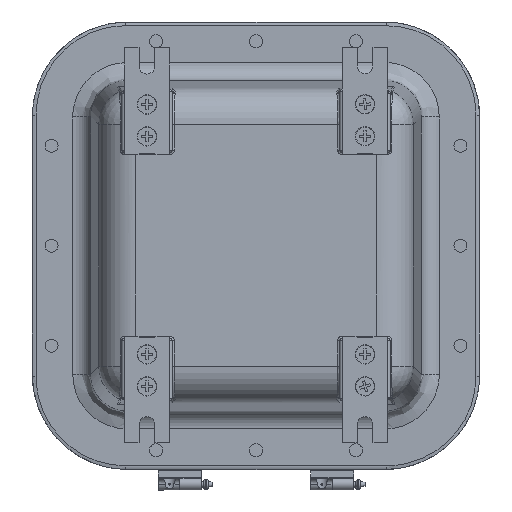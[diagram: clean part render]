
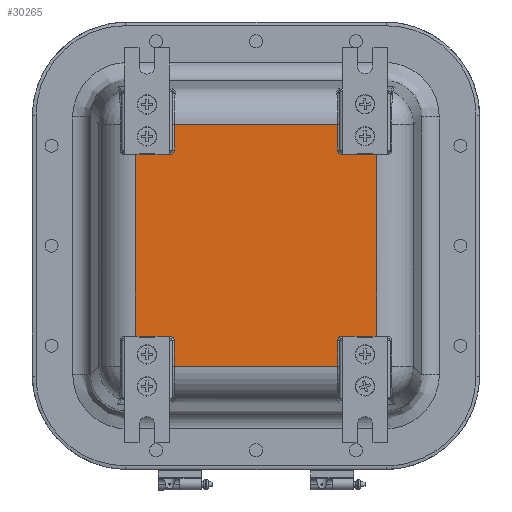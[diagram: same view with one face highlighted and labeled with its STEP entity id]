
A CAD part, top view. The second image highlights one B-rep face of the part: STEP entity #30265.
In plain terms, the highlighted planar face has unit normal (0, 0, 1).
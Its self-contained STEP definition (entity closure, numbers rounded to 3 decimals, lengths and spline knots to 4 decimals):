
#338=ELLIPSE('',#32329,0.1252,0.125);
#347=ELLIPSE('',#32385,0.1252,0.125);
#350=ELLIPSE('',#32404,0.1252,0.125);
#351=ELLIPSE('',#32405,0.1252,0.125);
#2216=PLANE('',#32403);
#4558=LINE('',#45498,#6966);
#4560=LINE('',#45537,#6968);
#4581=LINE('',#46302,#6989);
#4582=LINE('',#46339,#6990);
#4584=LINE('',#46920,#6992);
#4586=LINE('',#46934,#6994);
#4587=LINE('',#46936,#6995);
#4588=LINE('',#46940,#6996);
#4589=LINE('',#46942,#6997);
#4590=LINE('',#46944,#6998);
#4591=LINE('',#46947,#6999);
#4592=LINE('',#46948,#7000);
#6966=VECTOR('',#35289,0.3937);
#6968=VECTOR('',#35301,0.3937);
#6989=VECTOR('',#35424,0.3937);
#6990=VECTOR('',#35433,0.3937);
#6992=VECTOR('',#35461,0.3937);
#6994=VECTOR('',#35469,0.3937);
#6995=VECTOR('',#35470,0.3937);
#6996=VECTOR('',#35473,0.3937);
#6997=VECTOR('',#35474,0.3937);
#6998=VECTOR('',#35475,0.3937);
#6999=VECTOR('',#35478,0.3937);
#7000=VECTOR('',#35479,0.3937);
#9815=FACE_OUTER_BOUND('',#11704,.T.);
#11704=EDGE_LOOP('',(#23293,#23294,#23295,#23296,#23297,#23298,#23299,#23300,
#23301,#23302,#23303,#23304,#23305,#23306,#23307,#23308));
#14638=VERTEX_POINT('',#45490);
#14640=VERTEX_POINT('',#45496);
#14641=VERTEX_POINT('',#45530);
#14642=VERTEX_POINT('',#45535);
#14674=VERTEX_POINT('',#46296);
#14675=VERTEX_POINT('',#46300);
#14676=VERTEX_POINT('',#46333);
#14677=VERTEX_POINT('',#46337);
#14684=VERTEX_POINT('',#46919);
#14688=VERTEX_POINT('',#46933);
#14689=VERTEX_POINT('',#46935);
#14690=VERTEX_POINT('',#46937);
#14691=VERTEX_POINT('',#46939);
#14692=VERTEX_POINT('',#46941);
#14693=VERTEX_POINT('',#46943);
#14694=VERTEX_POINT('',#46945);
#17778=EDGE_CURVE('',#14640,#14638,#4558,.T.);
#17781=EDGE_CURVE('',#14641,#14640,#338,.T.);
#17784=EDGE_CURVE('',#14642,#14641,#4560,.T.);
#17844=EDGE_CURVE('',#14674,#14675,#4581,.T.);
#17846=EDGE_CURVE('',#14675,#14676,#347,.T.);
#17848=EDGE_CURVE('',#14676,#14677,#4582,.T.);
#17864=EDGE_CURVE('',#14677,#14684,#4584,.T.);
#17869=EDGE_CURVE('',#14688,#14642,#4586,.T.);
#17870=EDGE_CURVE('',#14689,#14688,#4587,.T.);
#17871=EDGE_CURVE('',#14690,#14689,#350,.T.);
#17872=EDGE_CURVE('',#14691,#14690,#4588,.T.);
#17873=EDGE_CURVE('',#14692,#14691,#4589,.T.);
#17874=EDGE_CURVE('',#14693,#14692,#4590,.T.);
#17875=EDGE_CURVE('',#14694,#14693,#351,.T.);
#17876=EDGE_CURVE('',#14684,#14694,#4591,.T.);
#17877=EDGE_CURVE('',#14638,#14674,#4592,.T.);
#23293=ORIENTED_EDGE('',*,*,#17784,.F.);
#23294=ORIENTED_EDGE('',*,*,#17869,.F.);
#23295=ORIENTED_EDGE('',*,*,#17870,.F.);
#23296=ORIENTED_EDGE('',*,*,#17871,.F.);
#23297=ORIENTED_EDGE('',*,*,#17872,.F.);
#23298=ORIENTED_EDGE('',*,*,#17873,.F.);
#23299=ORIENTED_EDGE('',*,*,#17874,.F.);
#23300=ORIENTED_EDGE('',*,*,#17875,.F.);
#23301=ORIENTED_EDGE('',*,*,#17876,.F.);
#23302=ORIENTED_EDGE('',*,*,#17864,.F.);
#23303=ORIENTED_EDGE('',*,*,#17848,.F.);
#23304=ORIENTED_EDGE('',*,*,#17846,.F.);
#23305=ORIENTED_EDGE('',*,*,#17844,.F.);
#23306=ORIENTED_EDGE('',*,*,#17877,.F.);
#23307=ORIENTED_EDGE('',*,*,#17778,.F.);
#23308=ORIENTED_EDGE('',*,*,#17781,.F.);
#30265=ADVANCED_FACE('',(#9815),#2216,.T.);
#32329=AXIS2_PLACEMENT_3D('',#45532,#35293,#35294);
#32385=AXIS2_PLACEMENT_3D('',#46335,#35427,#35428);
#32403=AXIS2_PLACEMENT_3D('',#46932,#35467,#35468);
#32404=AXIS2_PLACEMENT_3D('',#46938,#35471,#35472);
#32405=AXIS2_PLACEMENT_3D('',#46946,#35476,#35477);
#35289=DIRECTION('',(0.,-1.,0.));
#35293=DIRECTION('center_axis',(0.,0.,1.));
#35294=DIRECTION('ref_axis',(-0.707,0.707,0.));
#35301=DIRECTION('',(-1.,0.,0.));
#35424=DIRECTION('',(0.,1.,0.));
#35427=DIRECTION('center_axis',(0.,0.,1.));
#35428=DIRECTION('ref_axis',(0.707,0.707,0.));
#35433=DIRECTION('',(-1.,0.,0.));
#35461=DIRECTION('',(0.,1.,0.));
#35467=DIRECTION('center_axis',(0.,0.,1.));
#35468=DIRECTION('ref_axis',(1.,0.,0.));
#35469=DIRECTION('',(0.,-1.,0.));
#35470=DIRECTION('',(1.,0.,0.));
#35471=DIRECTION('center_axis',(0.,0.,1.));
#35472=DIRECTION('ref_axis',(-0.707,-0.707,0.));
#35473=DIRECTION('',(0.,-1.,0.));
#35474=DIRECTION('',(1.,0.,0.));
#35475=DIRECTION('',(0.,1.,0.));
#35476=DIRECTION('center_axis',(0.,0.,1.));
#35477=DIRECTION('ref_axis',(0.707,-0.707,0.));
#35478=DIRECTION('',(1.,0.,0.));
#35479=DIRECTION('',(-1.,0.,0.));
#45490=CARTESIAN_POINT('',(2.2472,-3.3282,6.3438));
#45496=CARTESIAN_POINT('',(2.2472,-2.6221,6.3438));
#45498=CARTESIAN_POINT('',(2.2472,-1.2813,6.3438));
#45530=CARTESIAN_POINT('',(2.3721,-2.4972,6.3438));
#45532=CARTESIAN_POINT('Origin',(2.3723,-2.6223,6.3438));
#45535=CARTESIAN_POINT('',(3.3282,-2.4972,6.3438));
#45537=CARTESIAN_POINT('',(1.8438,-2.4972,6.3438));
#46296=CARTESIAN_POINT('',(-2.2472,-3.3282,6.3438));
#46300=CARTESIAN_POINT('',(-2.2472,-2.6221,6.3438));
#46302=CARTESIAN_POINT('',(-2.2472,-1.2813,6.3438));
#46333=CARTESIAN_POINT('',(-2.3721,-2.4972,6.3438));
#46335=CARTESIAN_POINT('Origin',(-2.3723,-2.6223,6.3438));
#46337=CARTESIAN_POINT('',(-3.3282,-2.4972,6.3438));
#46339=CARTESIAN_POINT('',(-1.8438,-2.4972,6.3438));
#46919=CARTESIAN_POINT('',(-3.3282,2.4972,6.3438));
#46920=CARTESIAN_POINT('',(-3.3282,-2.2813,6.3438));
#46932=CARTESIAN_POINT('Origin',(0.,0.,
6.3438));
#46933=CARTESIAN_POINT('',(3.3282,2.4972,6.3438));
#46934=CARTESIAN_POINT('',(3.3282,2.2813,6.3438));
#46935=CARTESIAN_POINT('',(2.3721,2.4972,6.3438));
#46936=CARTESIAN_POINT('',(1.8438,2.4972,6.3438));
#46937=CARTESIAN_POINT('',(2.2472,2.6221,6.3438));
#46938=CARTESIAN_POINT('Origin',(2.3723,2.6223,6.3438));
#46939=CARTESIAN_POINT('',(2.2472,3.3282,6.3438));
#46940=CARTESIAN_POINT('',(2.2472,1.2813,6.3438));
#46941=CARTESIAN_POINT('',(-2.2472,3.3282,6.3438));
#46942=CARTESIAN_POINT('',(-2.2813,3.3282,6.3438));
#46943=CARTESIAN_POINT('',(-2.2472,2.6221,6.3438));
#46944=CARTESIAN_POINT('',(-2.2472,1.2813,6.3438));
#46945=CARTESIAN_POINT('',(-2.3721,2.4972,6.3438));
#46946=CARTESIAN_POINT('Origin',(-2.3723,2.6223,6.3438));
#46947=CARTESIAN_POINT('',(-1.8438,2.4972,6.3438));
#46948=CARTESIAN_POINT('',(2.2813,-3.3282,6.3438));
